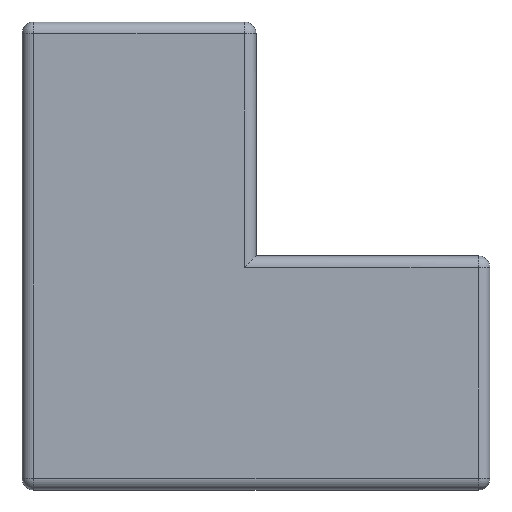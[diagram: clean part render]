
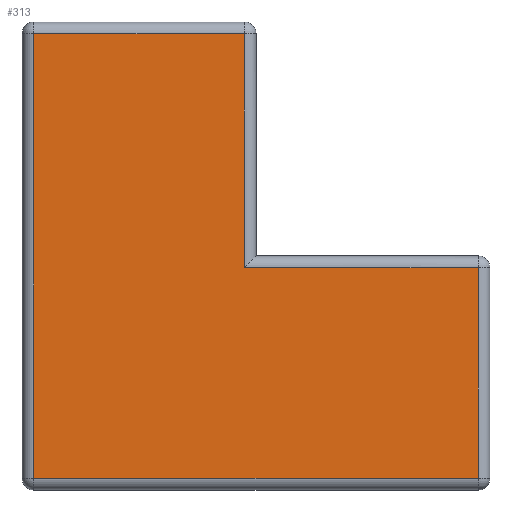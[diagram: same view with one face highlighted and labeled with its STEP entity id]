
A CAD part, top view. The second image highlights one B-rep face of the part: STEP entity #313.
In plain terms, the highlighted planar face has unit normal (0, 0, 1).
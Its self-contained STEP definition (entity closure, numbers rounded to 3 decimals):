
#21 = CARTESIAN_POINT ( 'NONE',  ( 2., 2., 5.1 ) ) ;
#48 = EDGE_LOOP ( 'NONE', ( #1125, #310, #1279, #388, #693, #1310 ) ) ;
#55 = DIRECTION ( 'NONE',  ( 0., 1., 0. ) ) ;
#60 = DIRECTION ( 'NONE',  ( 0., 1., 0. ) ) ;
#97 = VERTEX_POINT ( 'NONE', #21 ) ;
#156 = EDGE_CURVE ( 'NONE', #1028, #1182, #1220, .T. ) ;
#167 = CARTESIAN_POINT ( 'NONE',  ( 0., 0., 5.1 ) ) ;
#229 = VECTOR ( 'NONE', #732, 1000. ) ;
#256 = DIRECTION ( 'NONE',  ( 1., 0., 0. ) ) ;
#267 = VECTOR ( 'NONE', #60, 1000. ) ;
#279 = DIRECTION ( 'NONE',  ( 0., 0., 1. ) ) ;
#310 = ORIENTED_EDGE ( 'NONE', *, *, #487, .T. ) ;
#313 = ADVANCED_FACE ( 'NONE', ( #923 ), #1305, .T. ) ;
#364 = CARTESIAN_POINT ( 'NONE',  ( 0., 78., 5.1 ) ) ;
#388 = ORIENTED_EDGE ( 'NONE', *, *, #1296, .T. ) ;
#468 = LINE ( 'NONE', #801, #267 ) ;
#475 = LINE ( 'NONE', #1221, #533 ) ;
#487 = EDGE_CURVE ( 'NONE', #1087, #97, #475, .T. ) ;
#488 = VECTOR ( 'NONE', #1293, 1000. ) ;
#507 = DIRECTION ( 'NONE',  ( 0., -1., 0. ) ) ;
#529 = CARTESIAN_POINT ( 'NONE',  ( 80., 2., 5.1 ) ) ;
#533 = VECTOR ( 'NONE', #507, 1000. ) ;
#550 = CARTESIAN_POINT ( 'NONE',  ( 40., 38., 5.1 ) ) ;
#566 = CARTESIAN_POINT ( 'NONE',  ( 78., 2., 5.1 ) ) ;
#586 = CARTESIAN_POINT ( 'NONE',  ( 38., 38., 5.1 ) ) ;
#588 = CARTESIAN_POINT ( 'NONE',  ( 38., 80., 5.1 ) ) ;
#661 = VERTEX_POINT ( 'NONE', #566 ) ;
#684 = AXIS2_PLACEMENT_3D ( 'NONE', #167, #279, #256 ) ;
#693 = ORIENTED_EDGE ( 'NONE', *, *, #156, .T. ) ;
#732 = DIRECTION ( 'NONE',  ( 1., 0., 0. ) ) ;
#746 = LINE ( 'NONE', #364, #488 ) ;
#777 = VERTEX_POINT ( 'NONE', #1072 ) ;
#801 = CARTESIAN_POINT ( 'NONE',  ( 78., 40., 5.1 ) ) ;
#835 = EDGE_CURVE ( 'NONE', #1182, #777, #1351, .T. ) ;
#840 = CARTESIAN_POINT ( 'NONE',  ( 78., 38., 5.1 ) ) ;
#923 = FACE_OUTER_BOUND ( 'NONE', #48, .T. ) ;
#963 = VECTOR ( 'NONE', #1257, 1000. ) ;
#991 = EDGE_CURVE ( 'NONE', #97, #661, #1163, .T. ) ;
#1028 = VERTEX_POINT ( 'NONE', #840 ) ;
#1072 = CARTESIAN_POINT ( 'NONE',  ( 38., 78., 5.1 ) ) ;
#1087 = VERTEX_POINT ( 'NONE', #1357 ) ;
#1125 = ORIENTED_EDGE ( 'NONE', *, *, #1190, .T. ) ;
#1163 = LINE ( 'NONE', #529, #229 ) ;
#1182 = VERTEX_POINT ( 'NONE', #586 ) ;
#1190 = EDGE_CURVE ( 'NONE', #777, #1087, #746, .T. ) ;
#1220 = LINE ( 'NONE', #550, #963 ) ;
#1221 = CARTESIAN_POINT ( 'NONE',  ( 2., 0., 5.1 ) ) ;
#1257 = DIRECTION ( 'NONE',  ( -1., 0., 0. ) ) ;
#1266 = VECTOR ( 'NONE', #55, 1000. ) ;
#1279 = ORIENTED_EDGE ( 'NONE', *, *, #991, .T. ) ;
#1293 = DIRECTION ( 'NONE',  ( -1., 0., 0. ) ) ;
#1296 = EDGE_CURVE ( 'NONE', #661, #1028, #468, .T. ) ;
#1305 = PLANE ( 'NONE',  #684 ) ;
#1310 = ORIENTED_EDGE ( 'NONE', *, *, #835, .T. ) ;
#1351 = LINE ( 'NONE', #588, #1266 ) ;
#1357 = CARTESIAN_POINT ( 'NONE',  ( 2., 78., 5.1 ) ) ;
